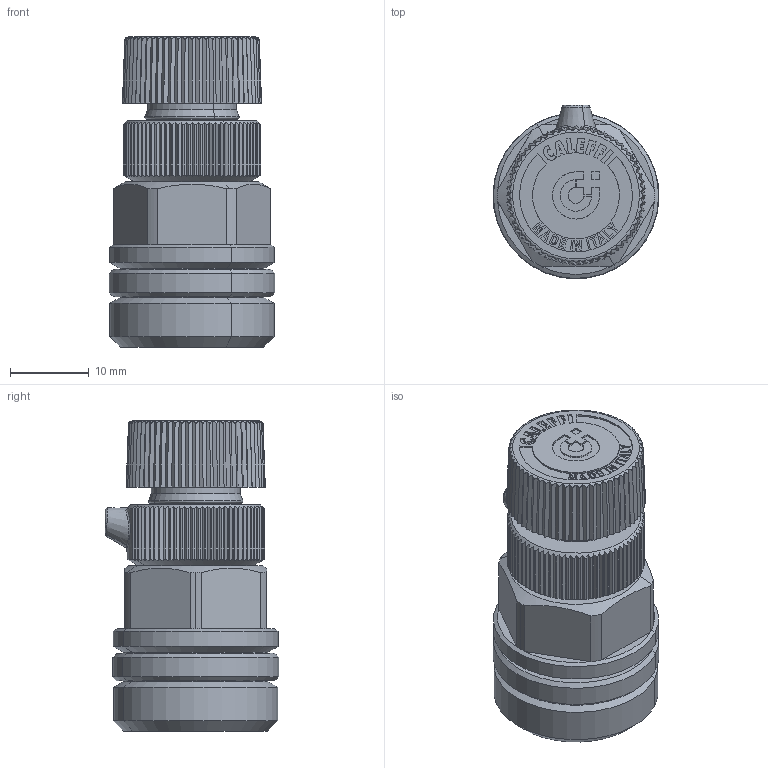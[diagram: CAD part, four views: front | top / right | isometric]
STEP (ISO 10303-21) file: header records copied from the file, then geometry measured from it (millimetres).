
FILE_DESCRIPTION(('CATIA V5 STEP Exchange'),'2;1');
FILE_NAME('STEP_505441_-_TST.stp','2017-11-13T17:23:19+00:00',('none'),('none'),'CATIA Version 5-6 Release 2016 SP4','CATIA V5 STEP AP203','none');
FILE_SCHEMA(('CONFIG_CONTROL_DESIGN'));
Length unit declared in the file: millimetre
Products named in the file (1): 505441 - TST
Bounding box: 21.09 x 22.05 x 39.44 mm (x, y, z)
Volume: 10376.6 mm3; surface area: 4516.6 mm2
Topology: 1 solids, 4 shells, 661 faces, 1808 edges, 1188 vertices
Faces by surface type: plane 471, cylinder 103, extrusion 38, cone 34, torus 10, bspline 5
Entity records: 22452 total; most frequent: CARTESIAN_POINT 7237, ORIENTED_EDGE 3612, DIRECTION 2300, EDGE_CURVE 1806, VERTEX_POINT 1188, VECTOR 1095, LINE 1057, AXIS2_PLACEMENT_3D 733
